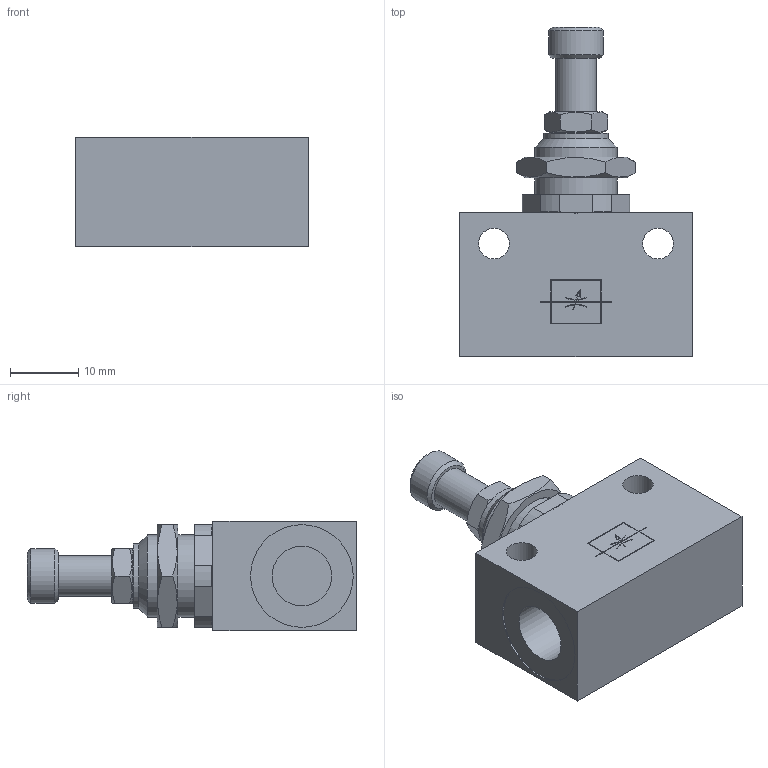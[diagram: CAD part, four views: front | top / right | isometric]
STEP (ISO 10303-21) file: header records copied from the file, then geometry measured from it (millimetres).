
FILE_DESCRIPTION( ( 'STEP AP214' ), '1' );
FILE_NAME( 'psolqas_6080_24.stp', '2020-12-10T08:55:07', ( 'License CC BY-ND 4.0' ), ( 'CADENAS' ), ' ', 'PARTsolutions', ' ' );
FILE_SCHEMA( ( 'AUTOMOTIVE_DESIGN { 1 0 10303 214 1 1 1 1 }' ) );
Length unit declared in the file: metre
Products named in the file (1): NONE
Bounding box: 34 x 48.11 x 16 mm (x, y, z)
Volume: 12039.8 mm3; surface area: 5343.2 mm2
Topology: 1 solids, 3 shells, 138 faces, 345 edges, 230 vertices
Faces by surface type: plane 89, cylinder 34, cone 15
Full cylindrical faces by diameter (mm): 4.5 x2, 6 x1, 8 x1, 8.7 x2, 9.5 x1, 12 x2, 15 x2, 15.9 x1
Entity records: 5637 total; most frequent: CARTESIAN_POINT 1350, ORIENTED_EDGE 638, DIRECTION 616, EDGE_CURVE 319, VERTEX_POINT 227, AXIS2_PLACEMENT_3D 214, LINE 188, VECTOR 188
